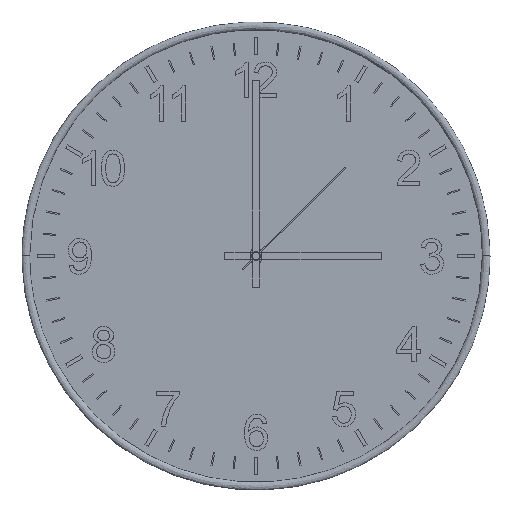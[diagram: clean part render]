
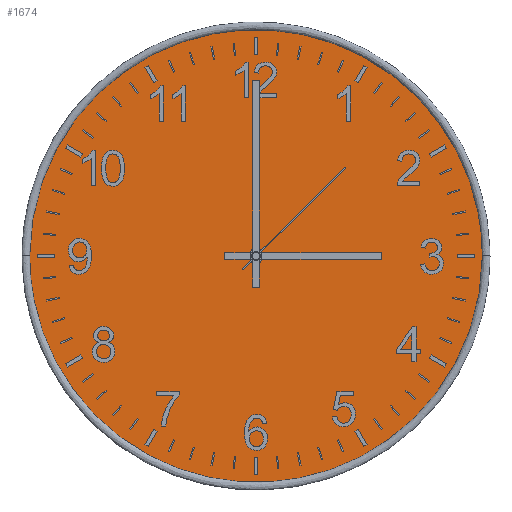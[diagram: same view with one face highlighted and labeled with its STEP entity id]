
A CAD part, top view. The second image highlights one B-rep face of the part: STEP entity #1674.
In plain terms, the highlighted planar face has unit normal (0, 0, 1).
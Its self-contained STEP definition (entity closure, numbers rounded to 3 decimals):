
#1674=ADVANCED_FACE('',(#2176),#17482,.T.);
#2176=FACE_OUTER_BOUND('',#2738,.T.);
#2738=EDGE_LOOP('',(#5056));
#5056=ORIENTED_EDGE('',*,*,#14995,.T.);
#10005=PCURVE('',#17482,#12323);
#12323=DEFINITIONAL_REPRESENTATION('',(#16018),#48152);
#13659=SURFACE_CURVE('',#16017,(#10005),.PCURVE_S1.);
#14995=EDGE_CURVE('',#16992,#16992,#13659,.T.);
#16017=(
BOUNDED_CURVE()
B_SPLINE_CURVE(2,(#48132,#48133,#48134,#48135,#48136,#48137,#48138,#48139,
#48140),.UNSPECIFIED.,.T.,.F.)
B_SPLINE_CURVE_WITH_KNOTS((3,2,2,2,3),(0.,287.456,574.911,
862.367,1149.823),.UNSPECIFIED.)
CURVE()
GEOMETRIC_REPRESENTATION_ITEM()
RATIONAL_B_SPLINE_CURVE((1.,0.707,1.,0.707,1.,0.707,
1.,0.707,1.))
REPRESENTATION_ITEM('')
);
#16018=(
BOUNDED_CURVE()
B_SPLINE_CURVE(2,(#48141,#48142,#48143,#48144,#48145,#48146,#48147,#48148,
#48149),.UNSPECIFIED.,.T.,.F.)
B_SPLINE_CURVE_WITH_KNOTS((3,2,2,2,3),(0.,287.456,574.911,
862.367,1149.823),.UNSPECIFIED.)
CURVE()
GEOMETRIC_REPRESENTATION_ITEM()
RATIONAL_B_SPLINE_CURVE((1.,0.707,1.,0.707,1.,0.707,
1.,0.707,1.))
REPRESENTATION_ITEM('')
);
#16992=VERTEX_POINT('',#48131);
#17482=PLANE('',#17657);
#17657=AXIS2_PLACEMENT_3D('',#48130,#17816,$);
#17816=DIRECTION('',(0.,0.,1.));
#48130=CARTESIAN_POINT('',(-186.66,-186.66,-0.01));
#48131=CARTESIAN_POINT('',(0.,183.,-0.01));
#48132=CARTESIAN_POINT('',(0.,183.,-0.01));
#48133=CARTESIAN_POINT('',(-183.,183.,-0.01));
#48134=CARTESIAN_POINT('',(-183.,0.,-0.01));
#48135=CARTESIAN_POINT('',(-183.,-183.,-0.01));
#48136=CARTESIAN_POINT('',(0.,-183.,-0.01));
#48137=CARTESIAN_POINT('',(183.,-183.,-0.01));
#48138=CARTESIAN_POINT('',(183.,0.,-0.01));
#48139=CARTESIAN_POINT('',(183.,183.,-0.01));
#48140=CARTESIAN_POINT('',(0.,183.,-0.01));
#48141=CARTESIAN_POINT('',(0.,0.));
#48142=CARTESIAN_POINT('',(-183.,0.));
#48143=CARTESIAN_POINT('',(-183.,-183.));
#48144=CARTESIAN_POINT('',(-183.,-366.));
#48145=CARTESIAN_POINT('',(0.,-366.));
#48146=CARTESIAN_POINT('',(183.,-366.));
#48147=CARTESIAN_POINT('',(183.,-183.));
#48148=CARTESIAN_POINT('',(183.,0.));
#48149=CARTESIAN_POINT('',(0.,0.));
#48152=(
GEOMETRIC_REPRESENTATION_CONTEXT(2)
PARAMETRIC_REPRESENTATION_CONTEXT()
REPRESENTATION_CONTEXT('pspace','')
);
